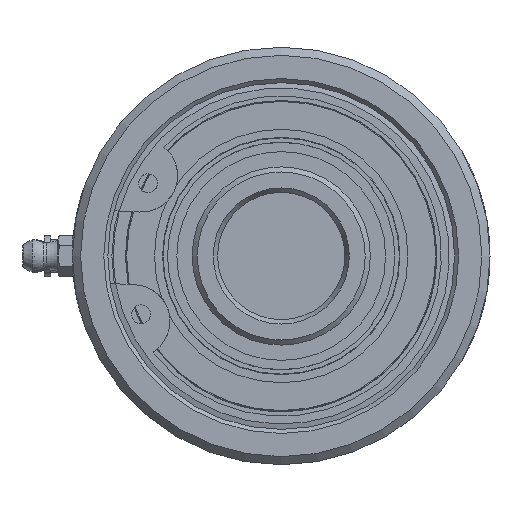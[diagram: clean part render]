
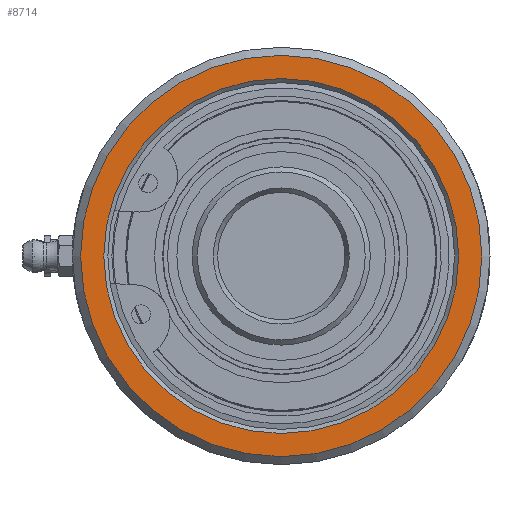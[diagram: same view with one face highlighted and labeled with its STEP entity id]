
A CAD part, left-side view. The second image highlights one B-rep face of the part: STEP entity #8714.
In plain terms, the highlighted planar face has unit normal (-1, 0, 0).
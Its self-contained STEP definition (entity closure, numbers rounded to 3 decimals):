
#595=FACE_BOUND('',#2987,.T.);
#699=PLANE('',#9316);
#961=CIRCLE('',#9315,34.85);
#962=CIRCLE('',#9317,39.4);
#2471=FACE_OUTER_BOUND('',#2986,.T.);
#2986=EDGE_LOOP('',(#7752));
#2987=EDGE_LOOP('',(#7753));
#4155=VERTEX_POINT('',#21222);
#4156=VERTEX_POINT('',#21226);
#5390=EDGE_CURVE('',#4155,#4155,#961,.T.);
#5391=EDGE_CURVE('',#4156,#4156,#962,.T.);
#7752=ORIENTED_EDGE('',*,*,#5391,.F.);
#7753=ORIENTED_EDGE('',*,*,#5390,.F.);
#8714=ADVANCED_FACE('',(#2471,#595),#699,.T.);
#9315=AXIS2_PLACEMENT_3D('',#21224,#10935,#10936);
#9316=AXIS2_PLACEMENT_3D('',#21225,#10937,#10938);
#9317=AXIS2_PLACEMENT_3D('',#21227,#10939,#10940);
#10935=DIRECTION('center_axis',(-1.,0.,0.));
#10936=DIRECTION('ref_axis',(0.,-1.,0.));
#10937=DIRECTION('center_axis',(-1.,0.,0.));
#10938=DIRECTION('ref_axis',(0.,0.,1.));
#10939=DIRECTION('center_axis',(1.,0.,0.));
#10940=DIRECTION('ref_axis',(0.,-1.,0.));
#21222=CARTESIAN_POINT('',(0.,34.85,0.));
#21224=CARTESIAN_POINT('Origin',(0.,0.,0.));
#21225=CARTESIAN_POINT('Origin',(0.,37.525,0.));
#21226=CARTESIAN_POINT('',(0.,39.4,0.));
#21227=CARTESIAN_POINT('Origin',(0.,0.,0.));
